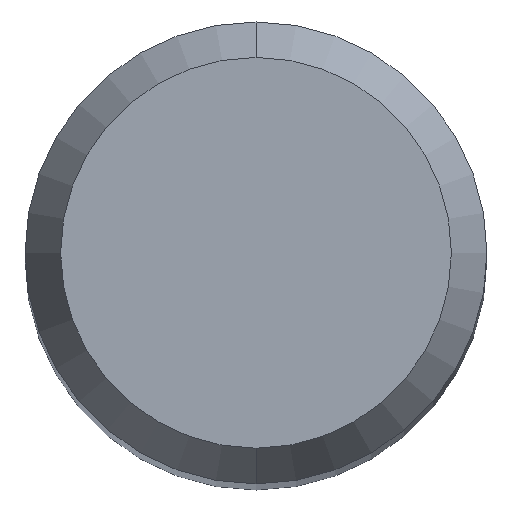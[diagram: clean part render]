
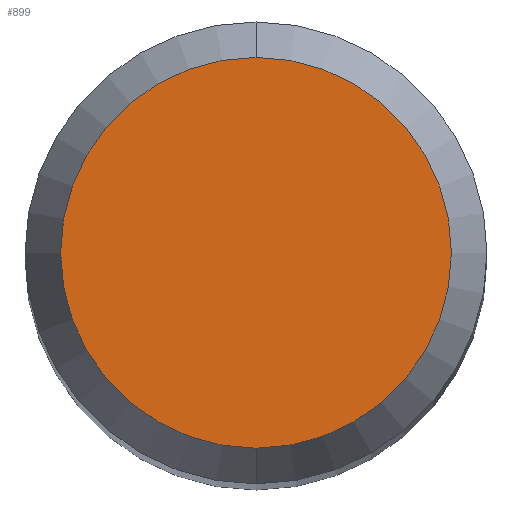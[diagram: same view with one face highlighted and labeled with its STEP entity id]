
A CAD part, top view. The second image highlights one B-rep face of the part: STEP entity #899.
In plain terms, the highlighted planar face has unit normal (0, 0, 1).
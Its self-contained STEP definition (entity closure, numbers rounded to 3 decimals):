
#899=ADVANCED_FACE('',(#1893),#1894,.T.);
#1219=VERTEX_POINT('',#2242);
#1367=EDGE_CURVE('',#1219,#1379,#2408,.T.);
#1379=VERTEX_POINT('',#2421);
#1431=EDGE_CURVE('',#1379,#1219,#2477,.T.);
#1893=FACE_OUTER_BOUND('',#7393,.T.);
#1894=PLANE('',#7394);
#2242=CARTESIAN_POINT('',(0.0,2.538,0.0));
#2408=CIRCLE('',#13103,2.538);
#2421=CARTESIAN_POINT('',(0.,-2.538,0.0));
#2477=CIRCLE('',#13404,2.538);
#7393=EDGE_LOOP('',(#14131,#14132));
#7394=AXIS2_PLACEMENT_3D('',#14133,#14134,#14135);
#13103=AXIS2_PLACEMENT_3D('',#14639,#14640,#14641);
#13404=AXIS2_PLACEMENT_3D('',#14714,#14715,#14716);
#14131=ORIENTED_EDGE('',*,*,#1367,.F.);
#14132=ORIENTED_EDGE('',*,*,#1431,.F.);
#14133=CARTESIAN_POINT('',(0.0,1.269,0.0));
#14134=DIRECTION('',(-0.0,0.0,1.0));
#14135=DIRECTION('',(0.0,-1.0,0.0));
#14639=CARTESIAN_POINT('',(0.0,0.0,0.0));
#14640=DIRECTION('',(0.0,0.0,-1.0));
#14641=DIRECTION('',(0.0,1.0,0.0));
#14714=CARTESIAN_POINT('',(0.0,0.0,0.0));
#14715=DIRECTION('',(0.0,0.0,-1.0));
#14716=DIRECTION('',(0.0,1.0,0.0));
